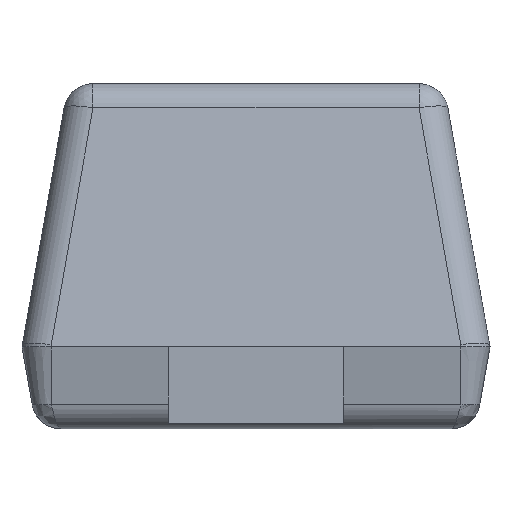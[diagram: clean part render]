
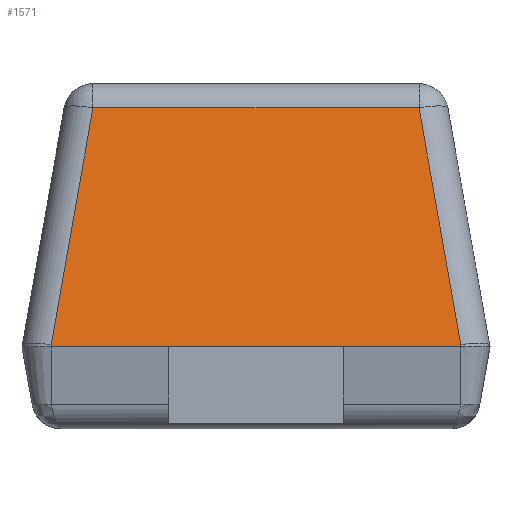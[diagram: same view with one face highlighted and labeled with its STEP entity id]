
A CAD part, left-side view. The second image highlights one B-rep face of the part: STEP entity #1571.
In plain terms, the highlighted planar face has unit normal (-0.985, 0, 0.174).
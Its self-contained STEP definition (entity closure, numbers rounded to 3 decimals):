
#242=FACE_OUTER_BOUND('',#342,.T.);
#342=EDGE_LOOP('',(#1335,#1336,#1337,#1338,#1339,#1340));
#465=LINE('',#2574,#604);
#467=LINE('',#2577,#606);
#474=LINE('',#2593,#613);
#479=LINE('',#2606,#618);
#480=LINE('',#2610,#619);
#481=LINE('',#2611,#620);
#604=VECTOR('',#2123,1.);
#606=VECTOR('',#2127,1.);
#613=VECTOR('',#2144,1.);
#618=VECTOR('',#2157,1.);
#619=VECTOR('',#2162,1.);
#620=VECTOR('',#2163,1.);
#738=VERTEX_POINT('',#2531);
#744=VERTEX_POINT('',#2545);
#753=VERTEX_POINT('',#2572);
#756=VERTEX_POINT('',#2589);
#761=VERTEX_POINT('',#2605);
#762=VERTEX_POINT('',#2609);
#943=EDGE_CURVE('',#753,#744,#465,.T.);
#945=EDGE_CURVE('',#744,#738,#467,.T.);
#954=EDGE_CURVE('',#738,#756,#474,.T.);
#960=EDGE_CURVE('',#761,#756,#479,.T.);
#962=EDGE_CURVE('',#762,#753,#480,.T.);
#963=EDGE_CURVE('',#762,#761,#481,.T.);
#1335=ORIENTED_EDGE('',*,*,#954,.F.);
#1336=ORIENTED_EDGE('',*,*,#945,.F.);
#1337=ORIENTED_EDGE('',*,*,#943,.F.);
#1338=ORIENTED_EDGE('',*,*,#962,.F.);
#1339=ORIENTED_EDGE('',*,*,#963,.T.);
#1340=ORIENTED_EDGE('',*,*,#960,.T.);
#1486=PLANE('',#1743);
#1571=ADVANCED_FACE('',(#242),#1486,.T.);
#1743=AXIS2_PLACEMENT_3D('',#2608,#2160,#2161);
#2123=DIRECTION('',(0.171,-0.171,0.97));
#2127=DIRECTION('',(0.,-1.,0.));
#2144=DIRECTION('',(-0.171,-0.171,-0.97));
#2157=DIRECTION('',(0.174,0.,0.985));
#2160=DIRECTION('center_axis',(-0.985,0.,
0.174));
#2161=DIRECTION('ref_axis',(0.,-1.,0.));
#2162=DIRECTION('',(0.174,0.,0.985));
#2163=DIRECTION('',(0.,-1.,0.));
#2531=CARTESIAN_POINT('',(-0.528,-0.279,0.549));
#2545=CARTESIAN_POINT('',(-0.528,0.279,0.549));
#2572=CARTESIAN_POINT('',(-0.599,0.35,0.144));
#2574=CARTESIAN_POINT('',(-0.59,0.34,0.198));
#2577=CARTESIAN_POINT('',(-0.528,0.025,0.549));
#2589=CARTESIAN_POINT('',(-0.599,-0.35,0.144));
#2593=CARTESIAN_POINT('',(-0.584,-0.335,0.231));
#2605=CARTESIAN_POINT('',(-0.6,-0.35,0.14));
#2606=CARTESIAN_POINT('',(-0.6,-0.35,0.14));
#2608=CARTESIAN_POINT('Origin',(-0.6,-0.35,0.14));
#2609=CARTESIAN_POINT('',(-0.6,0.35,0.14));
#2610=CARTESIAN_POINT('',(-0.6,0.35,0.14));
#2611=CARTESIAN_POINT('',(-0.6,0.35,0.14));
